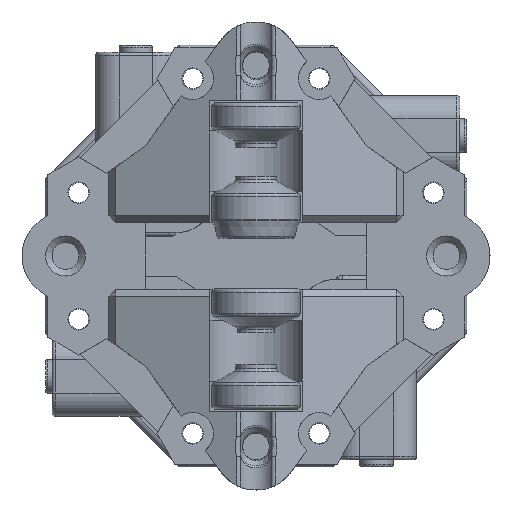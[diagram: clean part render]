
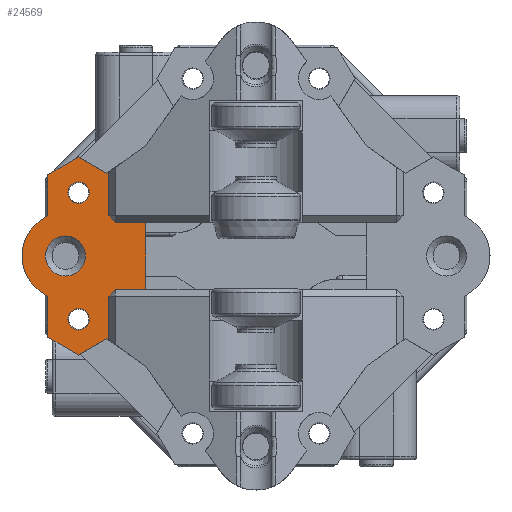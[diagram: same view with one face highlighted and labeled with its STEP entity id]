
A CAD part, front view. The second image highlights one B-rep face of the part: STEP entity #24569.
In plain terms, the highlighted planar face has unit normal (0, -1, 0).
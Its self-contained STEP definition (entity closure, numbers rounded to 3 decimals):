
#888=FACE_BOUND('',#8457,.T.);
#889=FACE_BOUND('',#8458,.T.);
#890=FACE_BOUND('',#8459,.T.);
#1382=PLANE('',#27127);
#2944=LINE('',#43713,#4807);
#2954=LINE('',#43731,#4817);
#2958=LINE('',#43742,#4821);
#2981=LINE('',#43800,#4844);
#3012=LINE('',#43893,#4875);
#3019=LINE('',#43906,#4882);
#3023=LINE('',#43916,#4886);
#3056=LINE('',#44007,#4919);
#3100=LINE('',#45885,#4963);
#3101=LINE('',#45887,#4964);
#3102=LINE('',#45889,#4965);
#3103=LINE('',#45890,#4966);
#3104=LINE('',#45892,#4967);
#3105=LINE('',#45894,#4968);
#3106=LINE('',#45896,#4969);
#3107=LINE('',#45897,#4970);
#3108=LINE('',#45903,#4971);
#4807=VECTOR('',#33166,10.);
#4817=VECTOR('',#33182,10.);
#4821=VECTOR('',#33192,10.);
#4844=VECTOR('',#33231,10.);
#4875=VECTOR('',#33282,10.);
#4882=VECTOR('',#33293,10.);
#4886=VECTOR('',#33303,10.);
#4919=VECTOR('',#33354,10.);
#4963=VECTOR('',#33698,10.);
#4964=VECTOR('',#33699,10.);
#4965=VECTOR('',#33700,10.);
#4966=VECTOR('',#33701,10.);
#4967=VECTOR('',#33702,10.);
#4968=VECTOR('',#33703,10.);
#4969=VECTOR('',#33704,10.);
#4970=VECTOR('',#33705,10.);
#4971=VECTOR('',#33710,10.);
#6869=FACE_OUTER_BOUND('',#8456,.T.);
#8456=EDGE_LOOP('',(#21607,#21608,#21609,#21610,#21611,#21612,#21613,#21614,
#21615,#21616,#21617,#21618,#21619,#21620,#21621,#21622,#21623,#21624,#21625,
#21626,#21627,#21628));
#8457=EDGE_LOOP('',(#21629,#21630));
#8458=EDGE_LOOP('',(#21631,#21632));
#8459=EDGE_LOOP('',(#21633));
#10039=CIRCLE('',#27073,6.5);
#10067=CIRCLE('',#27126,3.);
#10068=CIRCLE('',#27128,1.);
#10069=CIRCLE('',#27129,11.5);
#10070=CIRCLE('',#27130,11.5);
#10071=CIRCLE('',#27131,1.);
#10072=CIRCLE('',#27132,1.6);
#10073=CIRCLE('',#27133,1.6);
#10074=CIRCLE('',#27134,1.6);
#10075=CIRCLE('',#27135,1.6);
#11937=VERTEX_POINT('',#43711);
#11938=VERTEX_POINT('',#43712);
#11943=VERTEX_POINT('',#43729);
#11947=VERTEX_POINT('',#43740);
#11969=VERTEX_POINT('',#43799);
#11999=VERTEX_POINT('',#43891);
#12000=VERTEX_POINT('',#43892);
#12003=VERTEX_POINT('',#43903);
#12004=VERTEX_POINT('',#43905);
#12037=VERTEX_POINT('',#44005);
#12111=VERTEX_POINT('',#45459);
#12112=VERTEX_POINT('',#45461);
#12145=VERTEX_POINT('',#45880);
#12146=VERTEX_POINT('',#45884);
#12147=VERTEX_POINT('',#45886);
#12148=VERTEX_POINT('',#45888);
#12149=VERTEX_POINT('',#45891);
#12150=VERTEX_POINT('',#45893);
#12151=VERTEX_POINT('',#45895);
#12152=VERTEX_POINT('',#45898);
#12153=VERTEX_POINT('',#45900);
#12154=VERTEX_POINT('',#45902);
#12155=VERTEX_POINT('',#45904);
#12156=VERTEX_POINT('',#45907);
#12157=VERTEX_POINT('',#45908);
#12158=VERTEX_POINT('',#45911);
#12159=VERTEX_POINT('',#45912);
#15103=EDGE_CURVE('',#11937,#11938,#2944,.F.);
#15113=EDGE_CURVE('',#11943,#11937,#2954,.T.);
#15119=EDGE_CURVE('',#11943,#11947,#2958,.T.);
#15145=EDGE_CURVE('',#11969,#11938,#2981,.T.);
#15183=EDGE_CURVE('',#11999,#12000,#3012,.F.);
#15190=EDGE_CURVE('',#12004,#12003,#3019,.T.);
#15196=EDGE_CURVE('',#12000,#12003,#3023,.T.);
#15234=EDGE_CURVE('',#12037,#11999,#3056,.T.);
#15368=EDGE_CURVE('',#12112,#12111,#10039,.T.);
#15429=EDGE_CURVE('',#12145,#12145,#10067,.T.);
#15431=EDGE_CURVE('',#12146,#11947,#3100,.T.);
#15432=EDGE_CURVE('',#12147,#12146,#3101,.T.);
#15433=EDGE_CURVE('',#12148,#12147,#3102,.T.);
#15434=EDGE_CURVE('',#12148,#12112,#3103,.T.);
#15435=EDGE_CURVE('',#12111,#12149,#3104,.T.);
#15436=EDGE_CURVE('',#12149,#12150,#3105,.T.);
#15437=EDGE_CURVE('',#12150,#12151,#3106,.T.);
#15438=EDGE_CURVE('',#12151,#12004,#3107,.T.);
#15439=EDGE_CURVE('',#12152,#12037,#10068,.F.);
#15440=EDGE_CURVE('',#12152,#12153,#10069,.T.);
#15441=EDGE_CURVE('',#12154,#12153,#3108,.T.);
#15442=EDGE_CURVE('',#12154,#12155,#10070,.T.);
#15443=EDGE_CURVE('',#12155,#11969,#10071,.T.);
#15444=EDGE_CURVE('',#12156,#12157,#10072,.T.);
#15445=EDGE_CURVE('',#12157,#12156,#10073,.T.);
#15446=EDGE_CURVE('',#12158,#12159,#10074,.T.);
#15447=EDGE_CURVE('',#12159,#12158,#10075,.T.);
#21607=ORIENTED_EDGE('',*,*,#15431,.F.);
#21608=ORIENTED_EDGE('',*,*,#15432,.F.);
#21609=ORIENTED_EDGE('',*,*,#15433,.F.);
#21610=ORIENTED_EDGE('',*,*,#15434,.T.);
#21611=ORIENTED_EDGE('',*,*,#15368,.T.);
#21612=ORIENTED_EDGE('',*,*,#15435,.T.);
#21613=ORIENTED_EDGE('',*,*,#15436,.T.);
#21614=ORIENTED_EDGE('',*,*,#15437,.T.);
#21615=ORIENTED_EDGE('',*,*,#15438,.T.);
#21616=ORIENTED_EDGE('',*,*,#15190,.T.);
#21617=ORIENTED_EDGE('',*,*,#15196,.F.);
#21618=ORIENTED_EDGE('',*,*,#15183,.F.);
#21619=ORIENTED_EDGE('',*,*,#15234,.F.);
#21620=ORIENTED_EDGE('',*,*,#15439,.F.);
#21621=ORIENTED_EDGE('',*,*,#15440,.T.);
#21622=ORIENTED_EDGE('',*,*,#15441,.F.);
#21623=ORIENTED_EDGE('',*,*,#15442,.T.);
#21624=ORIENTED_EDGE('',*,*,#15443,.T.);
#21625=ORIENTED_EDGE('',*,*,#15145,.T.);
#21626=ORIENTED_EDGE('',*,*,#15103,.F.);
#21627=ORIENTED_EDGE('',*,*,#15113,.F.);
#21628=ORIENTED_EDGE('',*,*,#15119,.T.);
#21629=ORIENTED_EDGE('',*,*,#15444,.T.);
#21630=ORIENTED_EDGE('',*,*,#15445,.T.);
#21631=ORIENTED_EDGE('',*,*,#15446,.F.);
#21632=ORIENTED_EDGE('',*,*,#15447,.F.);
#21633=ORIENTED_EDGE('',*,*,#15429,.F.);
#24569=ADVANCED_FACE('',(#6869,#888,#889,#890),#1382,.T.);
#27073=AXIS2_PLACEMENT_3D('',#45462,#33574,#33575);
#27126=AXIS2_PLACEMENT_3D('',#45881,#33693,#33694);
#27127=AXIS2_PLACEMENT_3D('',#45883,#33696,#33697);
#27128=AXIS2_PLACEMENT_3D('',#45899,#33706,#33707);
#27129=AXIS2_PLACEMENT_3D('',#45901,#33708,#33709);
#27130=AXIS2_PLACEMENT_3D('',#45905,#33711,#33712);
#27131=AXIS2_PLACEMENT_3D('',#45906,#33713,#33714);
#27132=AXIS2_PLACEMENT_3D('',#45909,#33715,#33716);
#27133=AXIS2_PLACEMENT_3D('',#45910,#33717,#33718);
#27134=AXIS2_PLACEMENT_3D('',#45913,#33719,#33720);
#27135=AXIS2_PLACEMENT_3D('',#45914,#33721,#33722);
#33166=DIRECTION('',(-0.707,0.,0.707));
#33182=DIRECTION('',(0.,0.,-1.));
#33192=DIRECTION('',(-0.815,0.,-0.579));
#33231=DIRECTION('',(-1.,0.,0.));
#33282=DIRECTION('',(0.707,0.,0.707));
#33293=DIRECTION('',(0.815,0.,-0.579));
#33303=DIRECTION('',(0.,0.,-1.));
#33354=DIRECTION('',(-1.,0.,0.));
#33574=DIRECTION('center_axis',(0.,-1.,0.));
#33575=DIRECTION('ref_axis',(0.,0.,-1.));
#33693=DIRECTION('center_axis',(0.,-1.,0.));
#33694=DIRECTION('ref_axis',(0.,0.,
1.));
#33696=DIRECTION('center_axis',(0.,-1.,0.));
#33697=DIRECTION('ref_axis',(-1.,0.,0.));
#33698=DIRECTION('',(0.866,0.,-0.5));
#33699=DIRECTION('',(0.866,0.,0.5));
#33700=DIRECTION('',(0.,0.,1.));
#33701=DIRECTION('',(-0.815,0.,-0.579));
#33702=DIRECTION('',(0.815,0.,-0.579));
#33703=DIRECTION('',(0.,0.,-1.));
#33704=DIRECTION('',(0.866,0.,-0.5));
#33705=DIRECTION('',(0.866,0.,0.5));
#33706=DIRECTION('center_axis',(0.,1.,0.));
#33707=DIRECTION('ref_axis',(0.678,0.,0.735));
#33708=DIRECTION('center_axis',(0.,1.,0.));
#33709=DIRECTION('ref_axis',(-1.,0.,0.));
#33710=DIRECTION('',(0.,0.,-1.));
#33711=DIRECTION('center_axis',(0.,1.,0.));
#33712=DIRECTION('ref_axis',(-1.,0.,0.));
#33713=DIRECTION('center_axis',(0.,1.,0.));
#33714=DIRECTION('ref_axis',(0.678,0.,-0.735));
#33715=DIRECTION('center_axis',(0.,1.,0.));
#33716=DIRECTION('ref_axis',(0.,0.,-1.));
#33717=DIRECTION('center_axis',(0.,1.,0.));
#33718=DIRECTION('ref_axis',(0.,0.,-1.));
#33719=DIRECTION('center_axis',(0.,-1.,0.));
#33720=DIRECTION('ref_axis',(0.,0.,1.));
#33721=DIRECTION('center_axis',(0.,-1.,0.));
#33722=DIRECTION('ref_axis',(0.,0.,1.));
#43711=CARTESIAN_POINT('',(-22.,-5.,6.));
#43712=CARTESIAN_POINT('',(-21.,-5.,5.));
#43713=CARTESIAN_POINT('',(-14.75,-5.,-1.25));
#43729=CARTESIAN_POINT('',(-22.,-5.,12.587));
#43731=CARTESIAN_POINT('',(-22.,-5.,19.5));
#43740=CARTESIAN_POINT('',(-22.303,-5.,12.372));
#43742=CARTESIAN_POINT('',(-32.263,-5.,5.3));
#43799=CARTESIAN_POINT('',(-17.46,-5.,5.));
#43800=CARTESIAN_POINT('',(35.,-5.,5.));
#43891=CARTESIAN_POINT('',(-21.,-5.,-5.));
#43892=CARTESIAN_POINT('',(-22.,-5.,-6.));
#43893=CARTESIAN_POINT('',(-14.75,-5.,1.25));
#43903=CARTESIAN_POINT('',(-22.,-5.,-12.587));
#43905=CARTESIAN_POINT('',(-22.303,-5.,-12.372));
#43906=CARTESIAN_POINT('',(-22.789,-5.,-12.027));
#43916=CARTESIAN_POINT('',(-22.,-5.,19.5));
#44005=CARTESIAN_POINT('',(-17.46,-5.,-5.));
#44007=CARTESIAN_POINT('',(-35.,-5.,-5.));
#45459=CARTESIAN_POINT('',(-32.263,-5.,-5.3));
#45461=CARTESIAN_POINT('',(-32.263,-5.,5.3));
#45462=CARTESIAN_POINT('Origin',(-28.5,-5.,0.));
#45880=CARTESIAN_POINT('',(-28.5,-5.,-3.));
#45881=CARTESIAN_POINT('Origin',(-28.5,-5.,0.));
#45883=CARTESIAN_POINT('Origin',(0.,-5.,0.));
#45884=CARTESIAN_POINT('',(-26.527,-5.,14.81));
#45885=CARTESIAN_POINT('',(-21.902,-5.,12.14));
#45886=CARTESIAN_POINT('',(-31.152,-5.,12.14));
#45887=CARTESIAN_POINT('',(-26.527,-5.,14.81));
#45888=CARTESIAN_POINT('',(-31.152,-5.,6.089));
#45889=CARTESIAN_POINT('',(-31.152,-5.,12.14));
#45890=CARTESIAN_POINT('',(-32.263,-5.,5.3));
#45891=CARTESIAN_POINT('',(-31.152,-5.,-6.089));
#45892=CARTESIAN_POINT('',(-22.789,-5.,-12.027));
#45893=CARTESIAN_POINT('',(-31.152,-5.,-12.14));
#45894=CARTESIAN_POINT('',(-31.152,-5.,-12.14));
#45895=CARTESIAN_POINT('',(-26.527,-5.,-14.81));
#45896=CARTESIAN_POINT('',(-26.527,-5.,-14.81));
#45897=CARTESIAN_POINT('',(-21.902,-5.,-12.14));
#45898=CARTESIAN_POINT('',(-16.463,-5.,-5.92));
#45899=CARTESIAN_POINT('Origin',(-17.46,-5.,-6.));
#45900=CARTESIAN_POINT('',(-16.5,-5.,-5.));
#45901=CARTESIAN_POINT('Origin',(-5.,-5.,-5.));
#45902=CARTESIAN_POINT('',(-16.5,-5.,5.));
#45903=CARTESIAN_POINT('',(-16.5,-5.,-2.5));
#45904=CARTESIAN_POINT('',(-16.463,-5.,5.92));
#45905=CARTESIAN_POINT('Origin',(-5.,-5.,5.));
#45906=CARTESIAN_POINT('Origin',(-17.46,-5.,6.));
#45907=CARTESIAN_POINT('',(-25.178,-5.,-10.331));
#45908=CARTESIAN_POINT('',(-26.527,-5.,-7.87));
#45909=CARTESIAN_POINT('Origin',(-26.527,-5.,-9.47));
#45910=CARTESIAN_POINT('Origin',(-26.527,-5.,-9.47));
#45911=CARTESIAN_POINT('',(-27.784,-5.,8.48));
#45912=CARTESIAN_POINT('',(-26.527,-5.,7.87));
#45913=CARTESIAN_POINT('Origin',(-26.527,-5.,9.47));
#45914=CARTESIAN_POINT('Origin',(-26.527,-5.,9.47));
